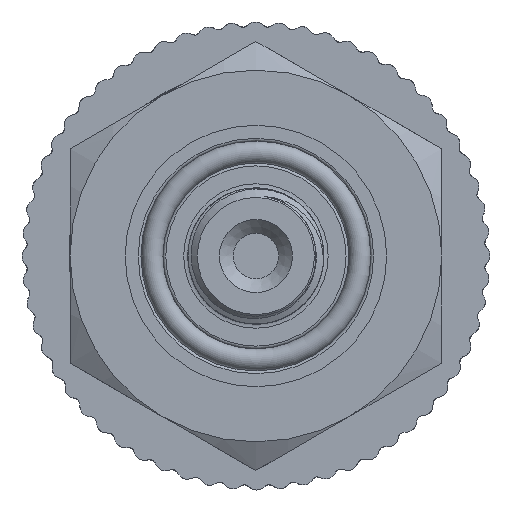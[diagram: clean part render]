
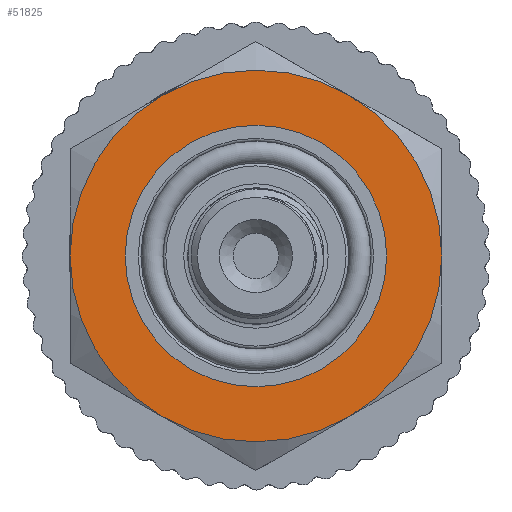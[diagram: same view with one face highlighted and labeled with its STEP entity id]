
A CAD part, left-side view. The second image highlights one B-rep face of the part: STEP entity #51825.
In plain terms, the highlighted face is planar.
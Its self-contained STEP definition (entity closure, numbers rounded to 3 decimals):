
#1071=FACE_BOUND('',#8405,.T.);
#2967=PLANE('',#55910);
#5669=FACE_OUTER_BOUND('',#8404,.T.);
#8404=EDGE_LOOP('',(#48354));
#8405=EDGE_LOOP('',(#48355));
#9231=CIRCLE('',#55873,13.5);
#9254=CIRCLE('',#55911,9.5);
#24778=VERTEX_POINT('',#112644);
#24796=VERTEX_POINT('',#112707);
#32620=EDGE_CURVE('',#24778,#24778,#9231,.T.);
#32650=EDGE_CURVE('',#24796,#24796,#9254,.T.);
#48354=ORIENTED_EDGE('',*,*,#32620,.T.);
#48355=ORIENTED_EDGE('',*,*,#32650,.F.);
#51825=ADVANCED_FACE('',(#5669,#1071),#2967,.T.);
#55873=AXIS2_PLACEMENT_3D('',#112645,#68122,#68123);
#55910=AXIS2_PLACEMENT_3D('',#112706,#68203,#68204);
#55911=AXIS2_PLACEMENT_3D('',#112708,#68205,#68206);
#68122=DIRECTION('center_axis',(1.,0.,0.));
#68123=DIRECTION('ref_axis',(0.,0.,-1.));
#68203=DIRECTION('center_axis',(1.,0.,0.));
#68204=DIRECTION('ref_axis',(0.,0.,-1.));
#68205=DIRECTION('center_axis',(1.,0.,0.));
#68206=DIRECTION('ref_axis',(0.,0.,-1.));
#112644=CARTESIAN_POINT('',(-12.,-13.5,0.));
#112645=CARTESIAN_POINT('Origin',(-12.,0.,0.));
#112706=CARTESIAN_POINT('Origin',(-12.,9.5,0.));
#112707=CARTESIAN_POINT('',(-12.,-9.5,0.));
#112708=CARTESIAN_POINT('Origin',(-12.,0.,0.));
